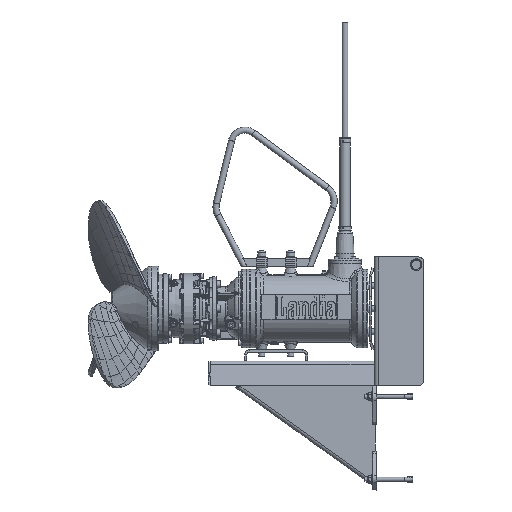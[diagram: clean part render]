
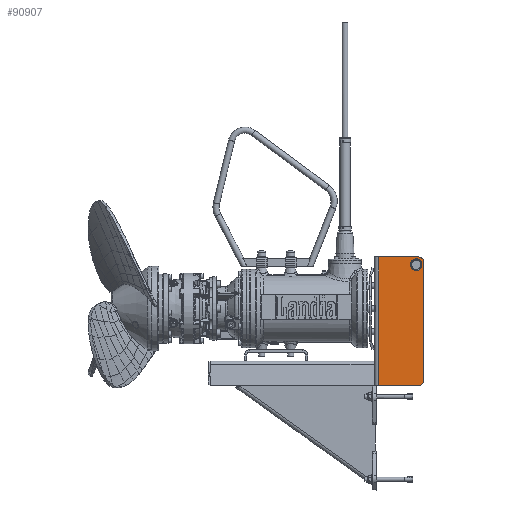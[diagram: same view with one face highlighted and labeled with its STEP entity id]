
A CAD part, front view. The second image highlights one B-rep face of the part: STEP entity #90907.
In plain terms, the highlighted planar face has unit normal (-0.009, -1, 0).
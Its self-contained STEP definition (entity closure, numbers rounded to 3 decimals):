
#5606=FACE_BOUND('',#28621,.T.);
#5607=FACE_BOUND('',#28622,.T.);
#6694=LINE('',#126535,#15096);
#6720=LINE('',#126621,#15122);
#6725=LINE('',#126636,#15127);
#6726=LINE('',#126637,#15128);
#15096=VECTOR('',#104093,333.);
#15122=VECTOR('',#104191,305.);
#15127=VECTOR('',#104210,103.114);
#15128=VECTOR('',#104211,103.114);
#28621=EDGE_LOOP('',(#60998));
#28622=EDGE_LOOP('',(#60999,#61000,#61001,#61002,#61003,#61004));
#34399=CIRCLE('',#96114,15.);
#34599=CIRCLE('',#96520,14.);
#34601=CIRCLE('',#96524,14.);
#36879=VERTEX_POINT('',#125151);
#37308=VERTEX_POINT('',#126518);
#37312=VERTEX_POINT('',#126527);
#37335=VERTEX_POINT('',#126612);
#37336=VERTEX_POINT('',#126614);
#37338=VERTEX_POINT('',#126620);
#37340=VERTEX_POINT('',#126626);
#45906=EDGE_CURVE('',#36879,#36879,#34399,.T.);
#46500=EDGE_CURVE('',#37308,#37312,#6694,.T.);
#46538=EDGE_CURVE('',#37336,#37335,#34599,.T.);
#46541=EDGE_CURVE('',#37338,#37336,#6720,.T.);
#46544=EDGE_CURVE('',#37340,#37338,#34601,.T.);
#46549=EDGE_CURVE('',#37312,#37340,#6725,.T.);
#46550=EDGE_CURVE('',#37335,#37308,#6726,.T.);
#60998=ORIENTED_EDGE('',*,*,#45906,.T.);
#60999=ORIENTED_EDGE('',*,*,#46500,.T.);
#61000=ORIENTED_EDGE('',*,*,#46549,.T.);
#61001=ORIENTED_EDGE('',*,*,#46544,.T.);
#61002=ORIENTED_EDGE('',*,*,#46541,.T.);
#61003=ORIENTED_EDGE('',*,*,#46538,.T.);
#61004=ORIENTED_EDGE('',*,*,#46550,.T.);
#87858=PLANE('',#96528);
#90907=ADVANCED_FACE('',(#5606,#5607),#87858,.F.);
#96114=AXIS2_PLACEMENT_3D('',#125152,#102998,#102999);
#96520=AXIS2_PLACEMENT_3D('',#126615,#104185,#104186);
#96524=AXIS2_PLACEMENT_3D('',#126627,#104197,#104198);
#96528=AXIS2_PLACEMENT_3D('',#126635,#104208,#104209);
#102998=DIRECTION('center_axis',(0.009,1.,
0.));
#102999=DIRECTION('ref_axis',(0.,0.,
-1.));
#104093=DIRECTION('',(0.,0.,-1.));
#104185=DIRECTION('center_axis',(-0.009,-1.,
0.));
#104186=DIRECTION('ref_axis',(0.,0.,
-1.));
#104191=DIRECTION('',(0.,0.,1.));
#104197=DIRECTION('center_axis',(-0.009,-1.,
0.));
#104198=DIRECTION('ref_axis',(-1.,0.009,0.));
#104208=DIRECTION('center_axis',(0.009,1.,
0.));
#104209=DIRECTION('ref_axis',(0.,0.,-1.));
#104210=DIRECTION('',(1.,-0.009,0.));
#104211=DIRECTION('',(-1.,0.009,0.));
#125151=CARTESIAN_POINT('',(433.506,-47.861,129.));
#125152=CARTESIAN_POINT('Origin',(433.506,-47.861,114.));
#126518=CARTESIAN_POINT('',(336.395,-47.014,134.));
#126527=CARTESIAN_POINT('',(336.395,-47.014,-199.));
#126535=CARTESIAN_POINT('',(336.395,-47.014,50.75));
#126612=CARTESIAN_POINT('',(439.506,-47.914,134.));
#126614=CARTESIAN_POINT('',(453.505,-48.036,120.));
#126615=CARTESIAN_POINT('Origin',(439.506,-47.914,120.));
#126620=CARTESIAN_POINT('',(453.505,-48.036,-185.));
#126621=CARTESIAN_POINT('',(453.505,-48.036,-185.));
#126626=CARTESIAN_POINT('',(439.506,-47.914,-199.));
#126627=CARTESIAN_POINT('Origin',(439.506,-47.914,-185.));
#126635=CARTESIAN_POINT('Origin',(287.012,-46.583,-32.5));
#126636=CARTESIAN_POINT('',(134.517,-45.252,-199.));
#126637=CARTESIAN_POINT('',(439.506,-47.914,134.));
